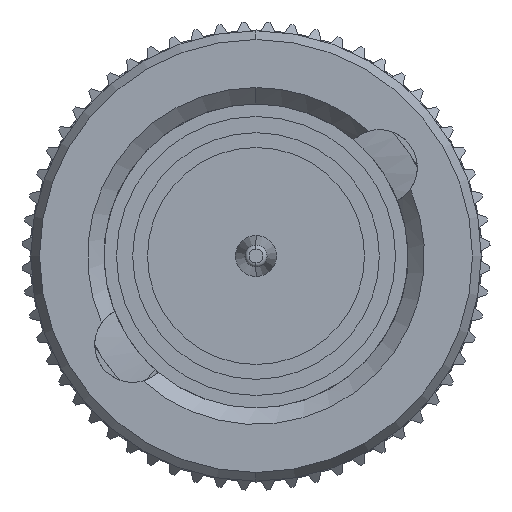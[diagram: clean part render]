
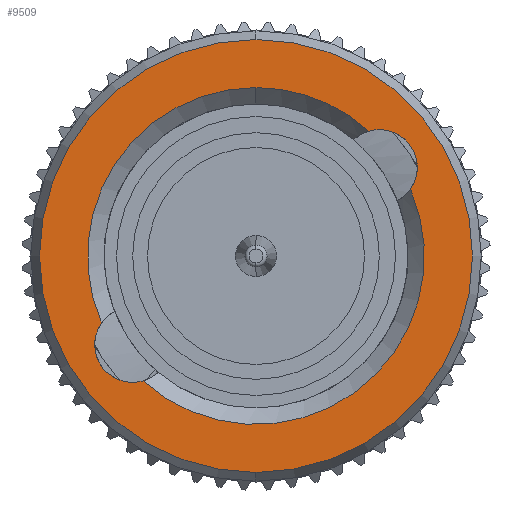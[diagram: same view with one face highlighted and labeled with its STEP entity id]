
A CAD part, left-side view. The second image highlights one B-rep face of the part: STEP entity #9509.
In plain terms, the highlighted planar face has unit normal (-1, 0, 0).
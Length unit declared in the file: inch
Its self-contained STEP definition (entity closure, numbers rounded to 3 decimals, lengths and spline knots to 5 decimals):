
#123 = DIRECTION ( 'NONE',  ( 1., 0., 0. ) ) ;
#447 = DIRECTION ( 'NONE',  ( -1., 0., 0. ) ) ;
#835 = VERTEX_POINT ( 'NONE', #11898 ) ;
#879 = DIRECTION ( 'NONE',  ( 0., 0., -1. ) ) ;
#1030 = VERTEX_POINT ( 'NONE', #3189 ) ;
#1106 = CARTESIAN_POINT ( 'NONE',  ( 0.33873, 0.18802, -0.08154 ) ) ;
#1257 = CARTESIAN_POINT ( 'NONE',  ( 0.33873, 0., 0.26339 ) ) ;
#1365 = EDGE_CURVE ( 'NONE', #1030, #835, #7225, .T. ) ;
#1569 = CARTESIAN_POINT ( 'NONE',  ( 0.33873, 0., 0. ) ) ;
#1583 = CIRCLE ( 'NONE', #11678, 0.046 ) ;
#1606 = CIRCLE ( 'NONE', #6890, 0.20494 ) ;
#1766 = CARTESIAN_POINT ( 'NONE',  ( 0.33873, 0., 0. ) ) ;
#2081 = DIRECTION ( 'NONE',  ( -1., 0., 0. ) ) ;
#2298 = CARTESIAN_POINT ( 'NONE',  ( 0.33873, 0., -0.26339 ) ) ;
#2319 = ORIENTED_EDGE ( 'NONE', *, *, #1365, .T. ) ;
#2520 = CIRCLE ( 'NONE', #10034, 0.26339 ) ;
#2617 = EDGE_CURVE ( 'NONE', #6991, #9002, #2520, .T. ) ;
#3145 = ORIENTED_EDGE ( 'NONE', *, *, #6275, .F. ) ;
#3177 = VERTEX_POINT ( 'NONE', #1106 ) ;
#3189 = CARTESIAN_POINT ( 'NONE',  ( 0.33873, -0.18802, 0.08154 ) ) ;
#3207 = ORIENTED_EDGE ( 'NONE', *, *, #2617, .T. ) ;
#3943 = FACE_BOUND ( 'NONE', #12336, .T. ) ;
#4133 = CARTESIAN_POINT ( 'NONE',  ( 0.33873, -0.13747, 0.152 ) ) ;
#4317 = CARTESIAN_POINT ( 'NONE',  ( 0.33873, 0., -0.26339 ) ) ;
#4742 = EDGE_LOOP ( 'NONE', ( #3207, #12177 ) ) ;
#4828 = EDGE_CURVE ( 'NONE', #1030, #8168, #1583, .T. ) ;
#4850 = AXIS2_PLACEMENT_3D ( 'NONE', #8625, #7419, #8441 ) ;
#5218 = CARTESIAN_POINT ( 'NONE',  ( 0.33873, -0.15026, 0.10782 ) ) ;
#5237 = VERTEX_POINT ( 'NONE', #12905 ) ;
#5274 = DIRECTION ( 'NONE',  ( 0., 0., 1. ) ) ;
#5309 = DIRECTION ( 'NONE',  ( -1., 0., 0. ) ) ;
#5597 = DIRECTION ( 'NONE',  ( 0., 0., -1. ) ) ;
#5635 = DIRECTION ( 'NONE',  ( 1., 0., 0. ) ) ;
#6275 = EDGE_CURVE ( 'NONE', #3177, #835, #10667, .T. ) ;
#6367 = CIRCLE ( 'NONE', #6799, 0.046 ) ;
#6572 = CIRCLE ( 'NONE', #12570, 0.20494 ) ;
#6605 = DIRECTION ( 'NONE',  ( 0., 0., -1. ) ) ;
#6738 = CARTESIAN_POINT ( 'NONE',  ( 0.33873, 0., 0. ) ) ;
#6799 = AXIS2_PLACEMENT_3D ( 'NONE', #5218, #5309, #7274 ) ;
#6890 = AXIS2_PLACEMENT_3D ( 'NONE', #10857, #7771, #6605 ) ;
#6947 = VERTEX_POINT ( 'NONE', #4133 ) ;
#6991 = VERTEX_POINT ( 'NONE', #2298 ) ;
#7187 = FACE_OUTER_BOUND ( 'NONE', #4742, .T. ) ;
#7225 = CIRCLE ( 'NONE', #11305, 0.20494 ) ;
#7274 = DIRECTION ( 'NONE',  ( 0., 0., -1. ) ) ;
#7419 = DIRECTION ( 'NONE',  ( -1., 0., 0. ) ) ;
#7573 = EDGE_CURVE ( 'NONE', #9002, #6991, #12395, .T. ) ;
#7614 = EDGE_CURVE ( 'NONE', #3177, #5237, #6572, .T. ) ;
#7753 = DIRECTION ( 'NONE',  ( 0., 0., 1. ) ) ;
#7771 = DIRECTION ( 'NONE',  ( 1., 0., 0. ) ) ;
#7837 = ORIENTED_EDGE ( 'NONE', *, *, #7614, .T. ) ;
#8155 = ORIENTED_EDGE ( 'NONE', *, *, #9880, .F. ) ;
#8168 = VERTEX_POINT ( 'NONE', #13208 ) ;
#8300 = CARTESIAN_POINT ( 'NONE',  ( 0.33873, 0.15026, -0.10782 ) ) ;
#8428 = DIRECTION ( 'NONE',  ( 0., 0., -1. ) ) ;
#8441 = DIRECTION ( 'NONE',  ( 0., 0., 1. ) ) ;
#8625 = CARTESIAN_POINT ( 'NONE',  ( 0.33873, 0., 0. ) ) ;
#9002 = VERTEX_POINT ( 'NONE', #1257 ) ;
#9359 = CARTESIAN_POINT ( 'NONE',  ( 0.33873, -0.15026, 0.10782 ) ) ;
#9509 = ADVANCED_FACE ( 'NONE', ( #7187, #3943 ), #12550, .F. ) ;
#9880 = EDGE_CURVE ( 'NONE', #8168, #6947, #6367, .T. ) ;
#10034 = AXIS2_PLACEMENT_3D ( 'NONE', #1569, #447, #7753 ) ;
#10667 = CIRCLE ( 'NONE', #11786, 0.046 ) ;
#10711 = DIRECTION ( 'NONE',  ( -1., 0., 0. ) ) ;
#10857 = CARTESIAN_POINT ( 'NONE',  ( 0.33873, 0., 0. ) ) ;
#10865 = EDGE_CURVE ( 'NONE', #5237, #6947, #1606, .T. ) ;
#11069 = DIRECTION ( 'NONE',  ( 1., 0., 0. ) ) ;
#11221 = DIRECTION ( 'NONE',  ( 0., 0., -1. ) ) ;
#11305 = AXIS2_PLACEMENT_3D ( 'NONE', #1766, #11069, #879 ) ;
#11615 = ORIENTED_EDGE ( 'NONE', *, *, #4828, .F. ) ;
#11678 = AXIS2_PLACEMENT_3D ( 'NONE', #9359, #10711, #11221 ) ;
#11786 = AXIS2_PLACEMENT_3D ( 'NONE', #8300, #2081, #5274 ) ;
#11898 = CARTESIAN_POINT ( 'NONE',  ( 0.33873, 0.13747, -0.152 ) ) ;
#12177 = ORIENTED_EDGE ( 'NONE', *, *, #7573, .T. ) ;
#12336 = EDGE_LOOP ( 'NONE', ( #11615, #2319, #3145, #7837, #13299, #8155 ) ) ;
#12395 = CIRCLE ( 'NONE', #4850, 0.26339 ) ;
#12550 = PLANE ( 'NONE',  #12585 ) ;
#12570 = AXIS2_PLACEMENT_3D ( 'NONE', #6738, #5635, #5597 ) ;
#12585 = AXIS2_PLACEMENT_3D ( 'NONE', #4317, #123, #8428 ) ;
#12905 = CARTESIAN_POINT ( 'NONE',  ( 0.33873, 0., 0.20494 ) ) ;
#13208 = CARTESIAN_POINT ( 'NONE',  ( 0.33873, -0.15026, 0.15382 ) ) ;
#13299 = ORIENTED_EDGE ( 'NONE', *, *, #10865, .T. ) ;
